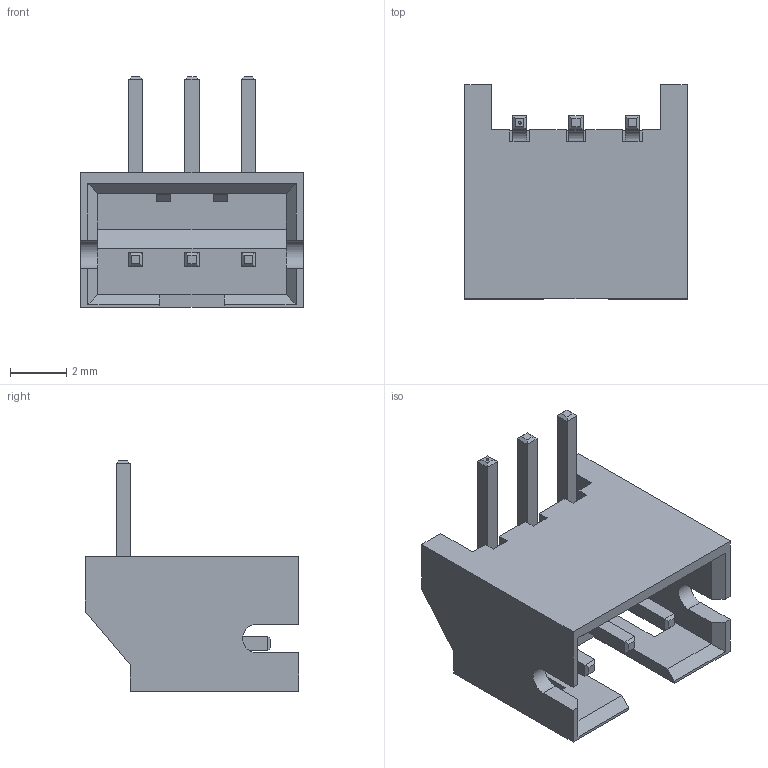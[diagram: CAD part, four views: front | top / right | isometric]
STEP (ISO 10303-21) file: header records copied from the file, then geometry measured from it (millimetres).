
FILE_DESCRIPTION (( 'STEP AP214' ), '1' );
FILE_NAME ('JST-S3B-PH-K-S.STEP', '2020-12-29T22:12:11', ( '' ), ( '' ), 'SwSTEP 2.0', 'SolidWorks 2020', '' );
FILE_SCHEMA (( 'AUTOMOTIVE_DESIGN' ));
Length unit declared in the file: millimetre
Products named in the file (1): JST-S3B-PH-K-S
Bounding box: 7.9 x 7.6 x 8.2 mm (x, y, z)
Volume: 122.3 mm3; surface area: 394.3 mm2
Topology: 1 solids, 1 shells, 136 faces, 349 edges, 218 vertices
Faces by surface type: plane 120, bspline 12, cylinder 4
Entity records: 5890 total; most frequent: CARTESIAN_POINT 1124, ORIENTED_EDGE 698, DIRECTION 619, EDGE_CURVE 349, LINE 329, VECTOR 329, VERTEX_POINT 218, AXIS2_PLACEMENT_3D 145
